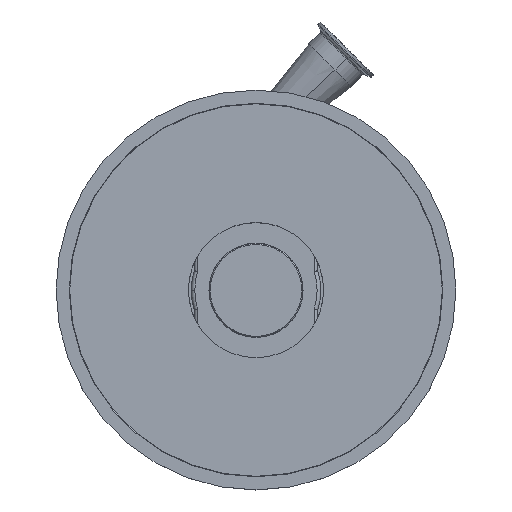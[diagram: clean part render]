
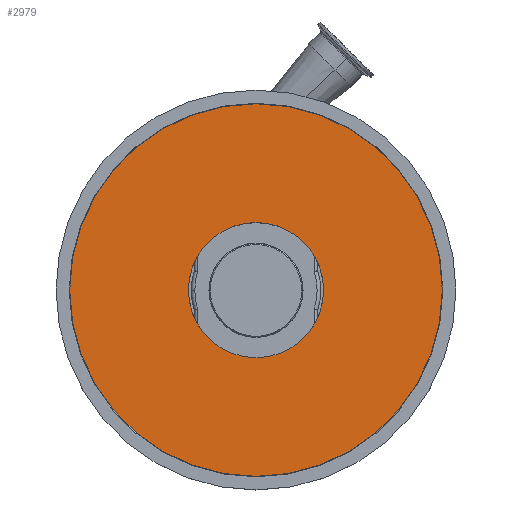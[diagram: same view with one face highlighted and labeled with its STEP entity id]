
A CAD part, top view. The second image highlights one B-rep face of the part: STEP entity #2979.
In plain terms, the highlighted planar face has unit normal (0, 0, 1).
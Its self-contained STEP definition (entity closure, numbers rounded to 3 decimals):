
#171 = CARTESIAN_POINT ( 'NONE',  ( 57.5, 0., -9. ) ) ;
#1086 = ORIENTED_EDGE ( 'NONE', *, *, #10375, .F. ) ;
#1245 = CIRCLE ( 'NONE', #9675, 158.4 ) ;
#1600 = DIRECTION ( 'NONE',  ( 0., 0., 1. ) ) ;
#1620 = ORIENTED_EDGE ( 'NONE', *, *, #12346, .T. ) ;
#2090 = DIRECTION ( 'NONE',  ( 1., 0., 0. ) ) ;
#2342 = CARTESIAN_POINT ( 'NONE',  ( 0., 0., -9. ) ) ;
#2467 = EDGE_LOOP ( 'NONE', ( #7503, #1086 ) ) ;
#2549 = EDGE_CURVE ( 'NONE', #11979, #11446, #1245, .T. ) ;
#2606 = CARTESIAN_POINT ( 'NONE',  ( 0., 0., -9. ) ) ;
#2656 = CARTESIAN_POINT ( 'NONE',  ( 158.4, 0., -9. ) ) ;
#2979 = ADVANCED_FACE ( 'NONE', ( #4426, #4371 ), #5316, .T. ) ;
#3324 = CIRCLE ( 'NONE', #4536, 158.4 ) ;
#3340 = CARTESIAN_POINT ( 'NONE',  ( -158.4, 0., -9. ) ) ;
#3474 = AXIS2_PLACEMENT_3D ( 'NONE', #7188, #10292, #5223 ) ;
#3483 = DIRECTION ( 'NONE',  ( 1., 0., 0. ) ) ;
#3613 = CARTESIAN_POINT ( 'NONE',  ( -57.5, 0., -9. ) ) ;
#4371 = FACE_BOUND ( 'NONE', #2467, .T. ) ;
#4426 = FACE_OUTER_BOUND ( 'NONE', #5245, .T. ) ;
#4536 = AXIS2_PLACEMENT_3D ( 'NONE', #5830, #9664, #7818 ) ;
#4668 = AXIS2_PLACEMENT_3D ( 'NONE', #2606, #5412, #8329 ) ;
#5223 = DIRECTION ( 'NONE',  ( 1., 0., 0. ) ) ;
#5245 = EDGE_LOOP ( 'NONE', ( #1620, #9901 ) ) ;
#5316 = PLANE ( 'NONE',  #8869 ) ;
#5412 = DIRECTION ( 'NONE',  ( 0., 0., 1. ) ) ;
#5830 = CARTESIAN_POINT ( 'NONE',  ( 0., 0., -9. ) ) ;
#6241 = CIRCLE ( 'NONE', #4668, 57.5 ) ;
#6355 = VERTEX_POINT ( 'NONE', #3613 ) ;
#7188 = CARTESIAN_POINT ( 'NONE',  ( 0., 0., -9. ) ) ;
#7503 = ORIENTED_EDGE ( 'NONE', *, *, #9016, .F. ) ;
#7818 = DIRECTION ( 'NONE',  ( 1., 0., 0. ) ) ;
#8273 = CARTESIAN_POINT ( 'NONE',  ( 0., 0., -9. ) ) ;
#8329 = DIRECTION ( 'NONE',  ( 1., 0., 0. ) ) ;
#8869 = AXIS2_PLACEMENT_3D ( 'NONE', #8273, #1600, #3483 ) ;
#9016 = EDGE_CURVE ( 'NONE', #9786, #6355, #6241, .T. ) ;
#9664 = DIRECTION ( 'NONE',  ( 0., 0., 1. ) ) ;
#9675 = AXIS2_PLACEMENT_3D ( 'NONE', #2342, #10690, #2090 ) ;
#9786 = VERTEX_POINT ( 'NONE', #171 ) ;
#9901 = ORIENTED_EDGE ( 'NONE', *, *, #2549, .T. ) ;
#10076 = CIRCLE ( 'NONE', #3474, 57.5 ) ;
#10292 = DIRECTION ( 'NONE',  ( 0., 0., 1. ) ) ;
#10375 = EDGE_CURVE ( 'NONE', #6355, #9786, #10076, .T. ) ;
#10690 = DIRECTION ( 'NONE',  ( 0., 0., 1. ) ) ;
#11446 = VERTEX_POINT ( 'NONE', #2656 ) ;
#11979 = VERTEX_POINT ( 'NONE', #3340 ) ;
#12346 = EDGE_CURVE ( 'NONE', #11446, #11979, #3324, .T. ) ;
